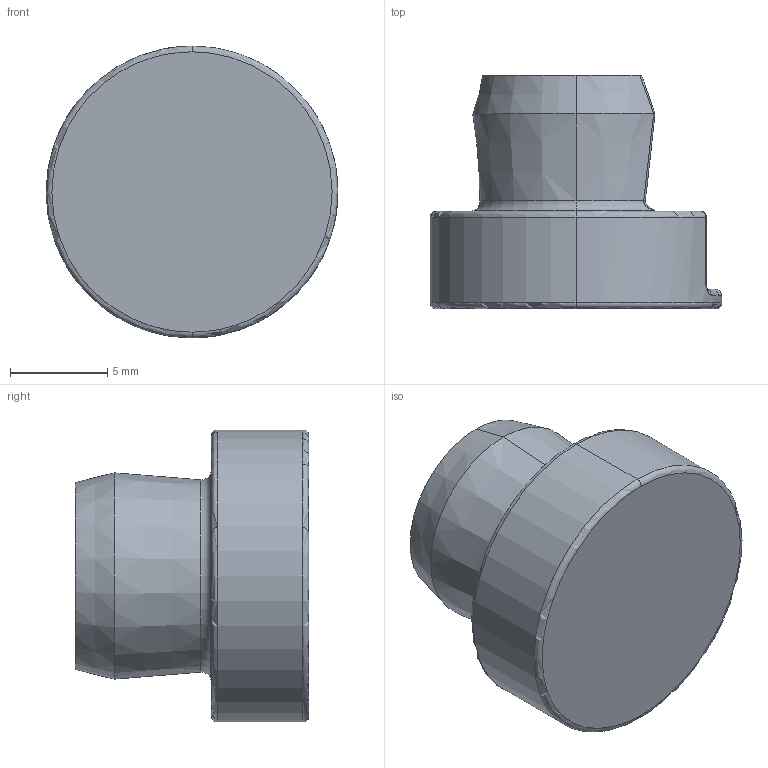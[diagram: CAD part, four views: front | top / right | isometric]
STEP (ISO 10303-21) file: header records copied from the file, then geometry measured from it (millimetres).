
FILE_DESCRIPTION (( 'STEP AP214' ), '1' );
FILE_NAME ('FIBOX_MB12189.STEP', '2010-03-05T10:26:38', ( 'KennethW' ), ( 'FIBOX' ), 'SwSTEP 2.0', 'SolidWorks 2009', '' );
FILE_SCHEMA (( 'AUTOMOTIVE_DESIGN' ));
Length unit declared in the file: millimetre
Products named in the file (1): FIBOX_MB12189
Bounding box: 15 x 12 x 15 mm (x, y, z)
Volume: 886.8 mm3; surface area: 983 mm2
Topology: 1 solids, 1 shells, 58 faces, 142 edges, 84 vertices
Faces by surface type: cylinder 22, torus 11, plane 9, bspline 8, cone 6, sphere 2
Entity records: 3026 total; most frequent: CARTESIAN_POINT 1104, ORIENTED_EDGE 280, DIRECTION 245, EDGE_CURVE 140, AXIS2_PLACEMENT_3D 100, VERTEX_POINT 84, UNCERTAINTY_MEASURE_WITH_UNIT 61, STYLED_ITEM 60
